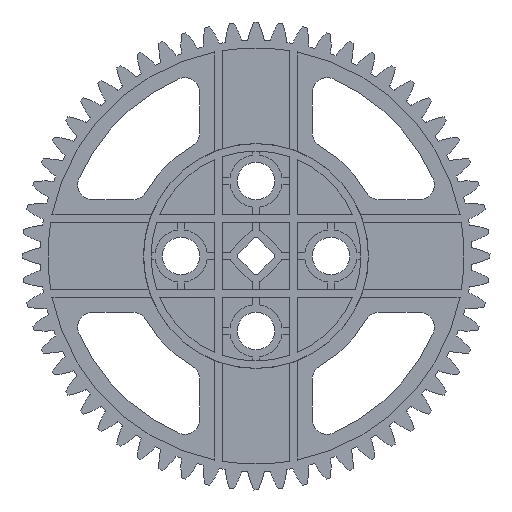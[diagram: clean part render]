
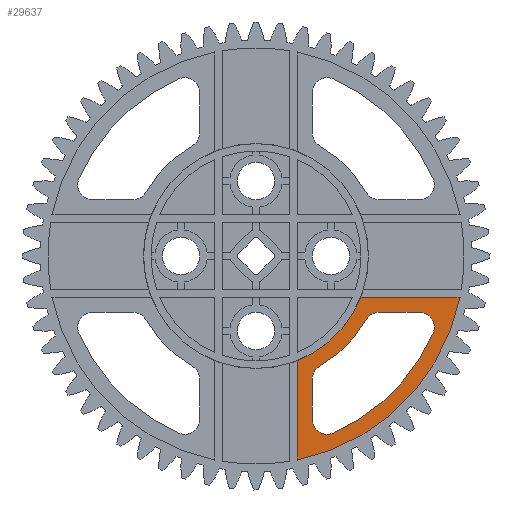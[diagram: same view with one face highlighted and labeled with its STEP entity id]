
A CAD part, front view. The second image highlights one B-rep face of the part: STEP entity #29637.
In plain terms, the highlighted planar face has unit normal (0, -1, 0).
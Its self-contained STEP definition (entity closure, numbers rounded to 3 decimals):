
#47=FACE_BOUND('',#4000,.T.);
#1187=PLANE('',#31153);
#2547=FACE_OUTER_BOUND('',#3999,.T.);
#3999=EDGE_LOOP('',(#24315,#24316,#24317,#24318));
#4000=EDGE_LOOP('',(#24319,#24320,#24321,#24322,#24323,#24324,#24325,#24326));
#4365=CIRCLE('',#29986,27.772);
#4398=CIRCLE('',#31136,2.);
#4400=CIRCLE('',#31139,25.772);
#4402=CIRCLE('',#31142,2.);
#4404=CIRCLE('',#31146,2.);
#4406=CIRCLE('',#31149,17.);
#4408=CIRCLE('',#31152,2.);
#4409=CIRCLE('',#31154,15.);
#7958=LINE('',#45941,#11972);
#7970=LINE('',#45965,#11984);
#7976=LINE('',#45977,#11990);
#7982=LINE('',#46001,#11996);
#11972=VECTOR('',#37333,10.);
#11984=VECTOR('',#37353,10.);
#11990=VECTOR('',#37361,10.);
#11996=VECTOR('',#37387,10.);
#12669=VERTEX_POINT('',#39226);
#12671=VERTEX_POINT('',#39229);
#14923=VERTEX_POINT('',#45940);
#14931=VERTEX_POINT('',#45964);
#14933=VERTEX_POINT('',#45970);
#14936=VERTEX_POINT('',#45975);
#14938=VERTEX_POINT('',#45981);
#14940=VERTEX_POINT('',#45987);
#14942=VERTEX_POINT('',#45993);
#14944=VERTEX_POINT('',#45999);
#14946=VERTEX_POINT('',#46005);
#14948=VERTEX_POINT('',#46011);
#15530=EDGE_CURVE('',#12671,#12669,#4365,.T.);
#18878=EDGE_CURVE('',#12669,#14923,#7958,.T.);
#18890=EDGE_CURVE('',#14931,#12671,#7970,.T.);
#18896=EDGE_CURVE('',#14933,#14936,#7976,.T.);
#18899=EDGE_CURVE('',#14936,#14938,#4398,.T.);
#18902=EDGE_CURVE('',#14938,#14940,#4400,.T.);
#18905=EDGE_CURVE('',#14940,#14942,#4402,.T.);
#18908=EDGE_CURVE('',#14942,#14944,#7982,.T.);
#18911=EDGE_CURVE('',#14944,#14946,#4404,.T.);
#18914=EDGE_CURVE('',#14946,#14948,#4406,.T.);
#18916=EDGE_CURVE('',#14948,#14933,#4408,.T.);
#18917=EDGE_CURVE('',#14931,#14923,#4409,.T.);
#24315=ORIENTED_EDGE('',*,*,#18878,.T.);
#24316=ORIENTED_EDGE('',*,*,#18917,.F.);
#24317=ORIENTED_EDGE('',*,*,#18890,.T.);
#24318=ORIENTED_EDGE('',*,*,#15530,.T.);
#24319=ORIENTED_EDGE('',*,*,#18896,.T.);
#24320=ORIENTED_EDGE('',*,*,#18899,.T.);
#24321=ORIENTED_EDGE('',*,*,#18902,.T.);
#24322=ORIENTED_EDGE('',*,*,#18905,.T.);
#24323=ORIENTED_EDGE('',*,*,#18908,.T.);
#24324=ORIENTED_EDGE('',*,*,#18911,.T.);
#24325=ORIENTED_EDGE('',*,*,#18914,.T.);
#24326=ORIENTED_EDGE('',*,*,#18916,.T.);
#29637=ADVANCED_FACE('',(#2547,#47),#1187,.F.);
#29986=AXIS2_PLACEMENT_3D('',#39230,#31731,#31732);
#31136=AXIS2_PLACEMENT_3D('',#45983,#37367,#37368);
#31139=AXIS2_PLACEMENT_3D('',#45989,#37374,#37375);
#31142=AXIS2_PLACEMENT_3D('',#45995,#37381,#37382);
#31146=AXIS2_PLACEMENT_3D('',#46007,#37393,#37394);
#31149=AXIS2_PLACEMENT_3D('',#46013,#37400,#37401);
#31152=AXIS2_PLACEMENT_3D('',#46016,#37406,#37407);
#31153=AXIS2_PLACEMENT_3D('',#46017,#37408,#37409);
#31154=AXIS2_PLACEMENT_3D('',#46018,#37410,#37411);
#31731=DIRECTION('center_axis',(0.,-1.,0.));
#31732=DIRECTION('ref_axis',(0.198,0.,-0.98));
#37333=DIRECTION('',(-1.,0.,0.));
#37353=DIRECTION('',(0.,0.,-1.));
#37361=DIRECTION('',(1.,0.,0.));
#37367=DIRECTION('center_axis',(0.,1.,0.));
#37368=DIRECTION('ref_axis',(0.917,0.,-0.4));
#37374=DIRECTION('center_axis',(0.,1.,0.));
#37375=DIRECTION('ref_axis',(0.4,0.,-0.917));
#37381=DIRECTION('center_axis',(0.,1.,0.));
#37382=DIRECTION('ref_axis',(-1.,0.,0.));
#37387=DIRECTION('',(0.,0.,1.));
#37393=DIRECTION('center_axis',(0.,1.,0.));
#37394=DIRECTION('ref_axis',(-0.5,0.,0.866));
#37400=DIRECTION('center_axis',(0.,-1.,0.));
#37401=DIRECTION('ref_axis',(-0.5,0.,0.866));
#37406=DIRECTION('center_axis',(0.,1.,0.));
#37407=DIRECTION('ref_axis',(0.,0.,1.));
#37408=DIRECTION('center_axis',(0.,1.,0.));
#37409=DIRECTION('ref_axis',(0.,0.,1.));
#37410=DIRECTION('center_axis',(0.,-1.,0.));
#37411=DIRECTION('ref_axis',(1.,0.,0.));
#39226=CARTESIAN_POINT('',(24.459,3.573,-5.5));
#39229=CARTESIAN_POINT('',(2.737,3.573,-27.222));
#39230=CARTESIAN_POINT('Origin',(-2.763,3.573,0.));
#45940=CARTESIAN_POINT('',(11.192,3.573,-5.5));
#45941=CARTESIAN_POINT('',(4.214,3.573,-5.5));
#45964=CARTESIAN_POINT('',(2.737,3.573,-13.955));
#45965=CARTESIAN_POINT('',(2.737,3.573,-13.955));
#45970=CARTESIAN_POINT('',(13.691,3.573,-7.5));
#45975=CARTESIAN_POINT('',(19.028,3.573,-7.5));
#45977=CARTESIAN_POINT('',(8.132,3.573,-7.5));
#45981=CARTESIAN_POINT('',(20.862,3.573,-10.299));
#45983=CARTESIAN_POINT('Origin',(19.028,3.573,-9.5));
#45987=CARTESIAN_POINT('',(7.536,3.573,-23.625));
#45989=CARTESIAN_POINT('Origin',(-2.763,3.573,0.));
#45993=CARTESIAN_POINT('',(4.737,3.573,-21.792));
#45995=CARTESIAN_POINT('Origin',(6.737,3.573,-21.792));
#45999=CARTESIAN_POINT('',(4.737,3.573,-16.454));
#46001=CARTESIAN_POINT('',(4.737,3.573,-8.685));
#46005=CARTESIAN_POINT('',(5.737,3.573,-14.722));
#46007=CARTESIAN_POINT('Origin',(6.737,3.573,-16.454));
#46011=CARTESIAN_POINT('',(11.959,3.573,-8.5));
#46013=CARTESIAN_POINT('Origin',(-2.763,3.573,0.));
#46016=CARTESIAN_POINT('Origin',(13.691,3.573,-9.5));
#46017=CARTESIAN_POINT('Origin',(-2.763,3.573,-0.915));
#46018=CARTESIAN_POINT('Origin',(-2.763,3.573,0.));
